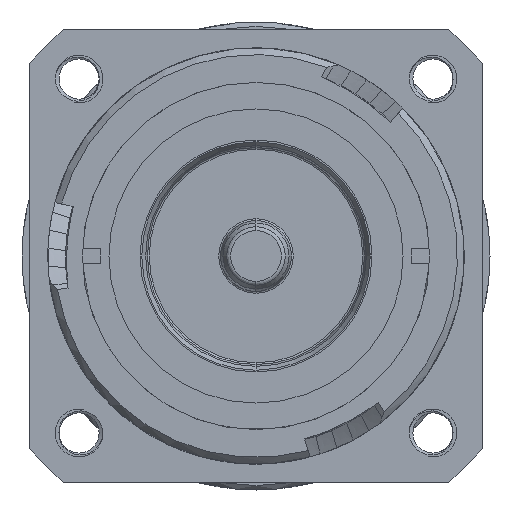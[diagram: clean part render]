
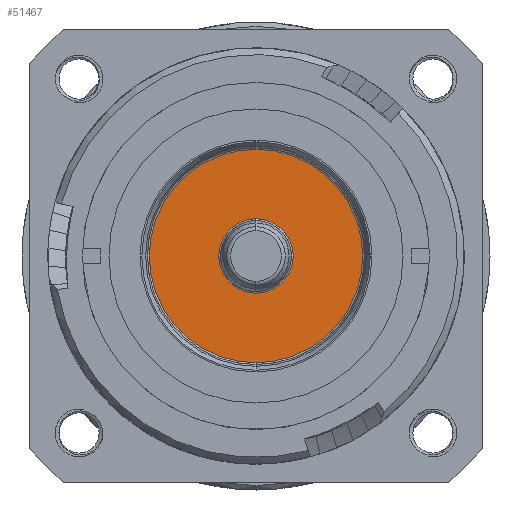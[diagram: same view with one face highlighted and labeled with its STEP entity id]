
A CAD part, left-side view. The second image highlights one B-rep face of the part: STEP entity #51467.
In plain terms, the highlighted planar face has unit normal (-1, 0, 0).
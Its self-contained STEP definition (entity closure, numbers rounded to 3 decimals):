
#15951=CARTESIAN_POINT('',(18.5,0.,0.));
#15952=DIRECTION('',(1.,0.,0.));
#15953=DIRECTION('',(0.,0.,-1.));
#15954=AXIS2_PLACEMENT_3D('',#15951,#15952,#15953);
#15956=CARTESIAN_POINT('',(18.5,0.,0.));
#15957=DIRECTION('',(1.,0.,0.));
#15958=DIRECTION('',(0.,0.,1.));
#15959=AXIS2_PLACEMENT_3D('',#15956,#15957,#15958);
#15961=CARTESIAN_POINT('',(18.5,0.,0.));
#15962=DIRECTION('',(1.,0.,0.));
#15963=DIRECTION('',(0.,0.,1.));
#15964=AXIS2_PLACEMENT_3D('',#15961,#15962,#15963);
#15966=CARTESIAN_POINT('',(18.5,0.,0.));
#15967=DIRECTION('',(1.,0.,0.));
#15968=DIRECTION('',(0.,0.,-1.));
#15969=AXIS2_PLACEMENT_3D('',#15966,#15967,#15968);
#16791=CARTESIAN_POINT('',(18.5,0.,-11.975));
#16792=CARTESIAN_POINT('',(18.5,0.,11.975));
#16793=VERTEX_POINT('',#16791);
#16794=VERTEX_POINT('',#16792);
#16807=CARTESIAN_POINT('',(18.5,0.,4.175));
#16808=CARTESIAN_POINT('',(18.5,0.,-4.175));
#16809=VERTEX_POINT('',#16807);
#16810=VERTEX_POINT('',#16808);
#51451=CARTESIAN_POINT('',(18.5,0.,0.));
#51452=DIRECTION('',(-1.,0.,0.));
#51453=DIRECTION('',(0.,0.,-1.));
#51454=AXIS2_PLACEMENT_3D('',#51451,#51452,#51453);
#51455=PLANE('770',#51454);
#51456=ORIENTED_EDGE('3490',*,*,#51441,.T.);
#51458=ORIENTED_EDGE('3492',*,*,#51457,.T.);
#51459=EDGE_LOOP('770',(#51456,#51458));
#51460=FACE_OUTER_BOUND('770',#51459,.F.);
#51462=ORIENTED_EDGE('3534',*,*,#51461,.F.);
#51464=ORIENTED_EDGE('3536',*,*,#51463,.F.);
#51465=EDGE_LOOP('770',(#51462,#51464));
#51466=FACE_BOUND('770',#51465,.F.);
#15955=CIRCLE('3490',#15954,11.975);
#15960=CIRCLE('3492',#15959,11.975);
#15965=CIRCLE('3534',#15964,4.175);
#15970=CIRCLE('3536',#15969,4.175);
#51441=EDGE_CURVE('3490',#16793,#16794,#15955,.T.);
#51457=EDGE_CURVE('3492',#16794,#16793,#15960,.T.);
#51461=EDGE_CURVE('3534',#16809,#16810,#15965,.T.);
#51463=EDGE_CURVE('3536',#16810,#16809,#15970,.T.);
#51467=ADVANCED_FACE('770',(#51460,#51466),#51455,.T.);
